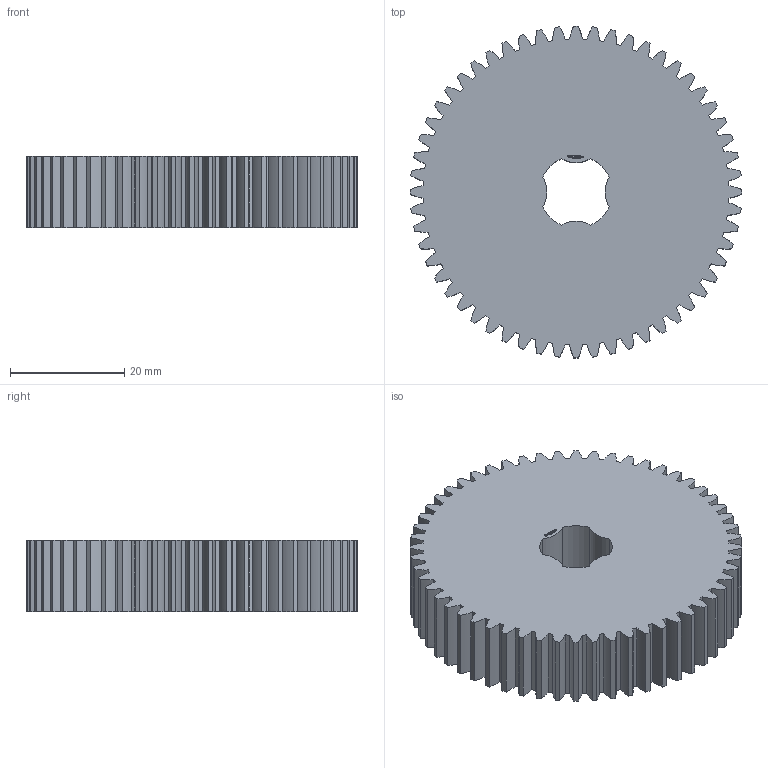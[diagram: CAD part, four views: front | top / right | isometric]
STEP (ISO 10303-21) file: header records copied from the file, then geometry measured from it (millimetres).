
FILE_DESCRIPTION(('FreeCAD Model'),'2;1');
FILE_NAME('Open CASCADE Shape Model','2024-03-10T19:43:40',(''),(''), 'Open CASCADE STEP processor 7.6','FreeCAD','Unknown');
FILE_SCHEMA(('AUTOMOTIVE_DESIGN { 1 0 10303 214 1 1 1 1 }'));
Products named in the file (1): Gear Wheel PLN TTH56 BU01.00 SFT-SHD - SPN-GWH-0204 (stemfie.org)
Bounding box: 57.99 x 57.99 x 12.5 mm (x, y, z)
Volume: 29246.4 mm3; surface area: 9637.2 mm2
Topology: 1 solids, 1 shells, 685 faces, 1956 edges, 1304 vertices
Faces by surface type: extrusion 354, plane 323, cylinder 8
Entity records: 62916 total; most frequent: CARTESIAN_POINT 21488, DIRECTION 5486, VECTOR 4774, LINE 4420, ORIENTED_EDGE 3912, PCURVE 3912, DEFINITIONAL_REPRESENTATION 3912, EDGE_CURVE 1956
